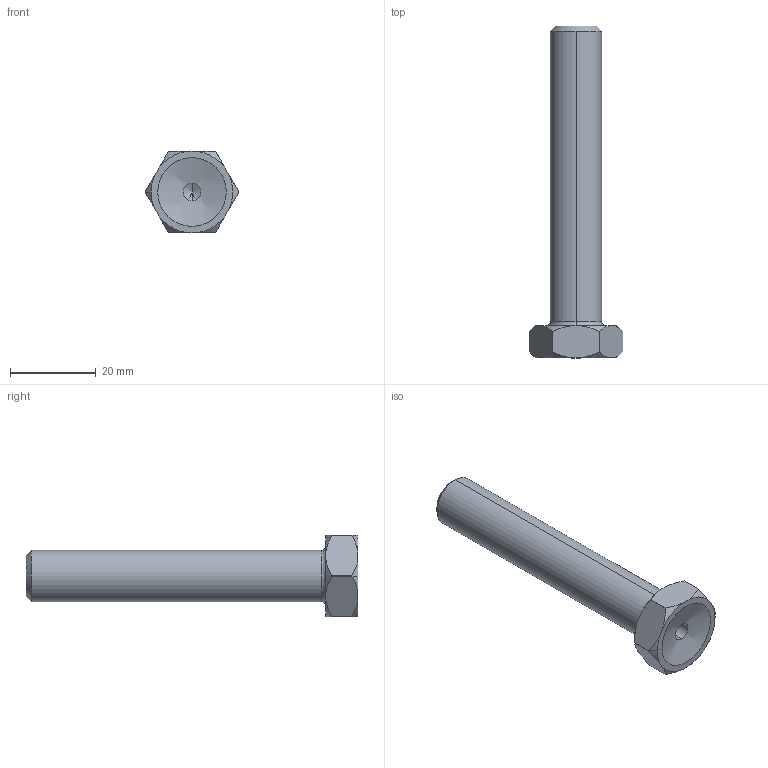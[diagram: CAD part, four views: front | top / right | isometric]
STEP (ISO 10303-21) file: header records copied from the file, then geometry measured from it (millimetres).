
FILE_DESCRIPTION (( 'STEP AP214' ), '1' );
FILE_NAME ('7410510', '2019-01-30T09:32:06', ( '' ), ('JUGARD+KÜNSTNER GmbH'), 'SwSTEP 2.0', 'SolidWorks 2017', '' );
FILE_SCHEMA (( 'AUTOMOTIVE_DESIGN' ));
Length unit declared in the file: millimetre
Products named in the file (1): 7410510
Bounding box: 21.9 x 77.5 x 19 mm (x, y, z)
Volume: 9924.7 mm3; surface area: 3813 mm2
Topology: 1 solids, 1 shells, 39 faces, 101 edges, 65 vertices
Faces by surface type: cone 17, cylinder 10, plane 9, bspline 3
Entity records: 1606 total; most frequent: CARTESIAN_POINT 635, ORIENTED_EDGE 198, DIRECTION 183, EDGE_CURVE 99, AXIS2_PLACEMENT_3D 75, VERTEX_POINT 65, EDGE_LOOP 42, FACE_OUTER_BOUND 39
